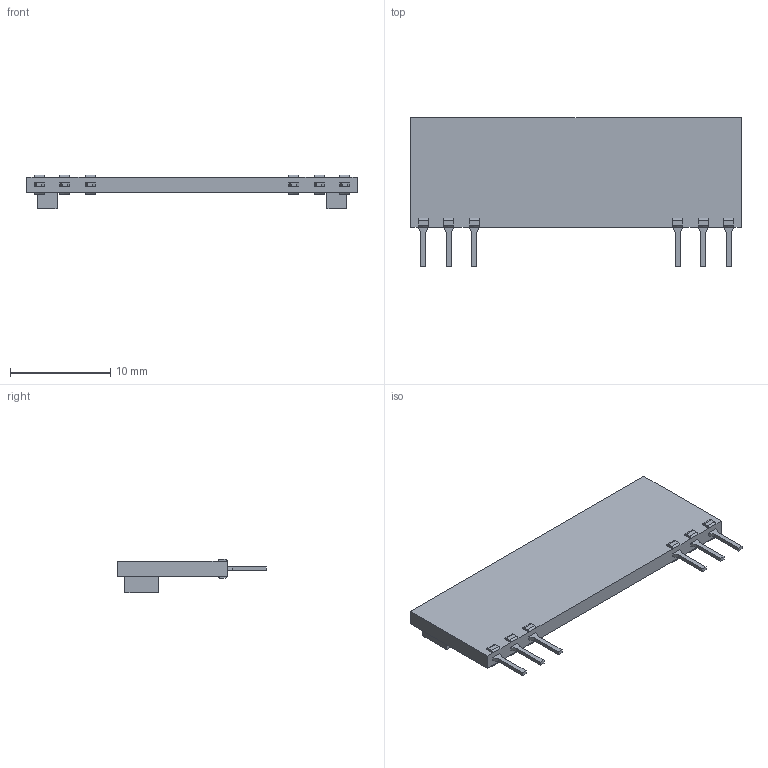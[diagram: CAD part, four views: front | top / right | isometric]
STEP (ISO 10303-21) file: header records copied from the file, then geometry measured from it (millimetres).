
FILE_DESCRIPTION((''),'2;1');
FILE_NAME('4B06B-512-RC','2012-08-23T',('ryans'),('Bourns, Inc.'),'PRO/ENGINEER BY PARAMETRIC TECHNOLOGY CORPORATION, 2010100','PRO/ENGINEER BY PARAMETRIC TECHNOLOGY CORPORATION, 2010100','');
FILE_SCHEMA(('CONFIG_CONTROL_DESIGN'));
Length unit declared in the file: millimetre
Products named in the file (1): 4B06B-512-RC
Bounding box: 33.02 x 14.86 x 3.38 mm (x, y, z)
Volume: 576.8 mm3; surface area: 938.2 mm2
Topology: 1 solids, 1 shells, 118 faces, 300 edges, 192 vertices
Faces by surface type: plane 94, cylinder 24
Entity records: 3646 total; most frequent: CARTESIAN_POINT 790, ORIENTED_EDGE 600, DIRECTION 536, EDGE_CURVE 300, VECTOR 252, LINE 252, VERTEX_POINT 192, AXIS2_PLACEMENT_3D 142
